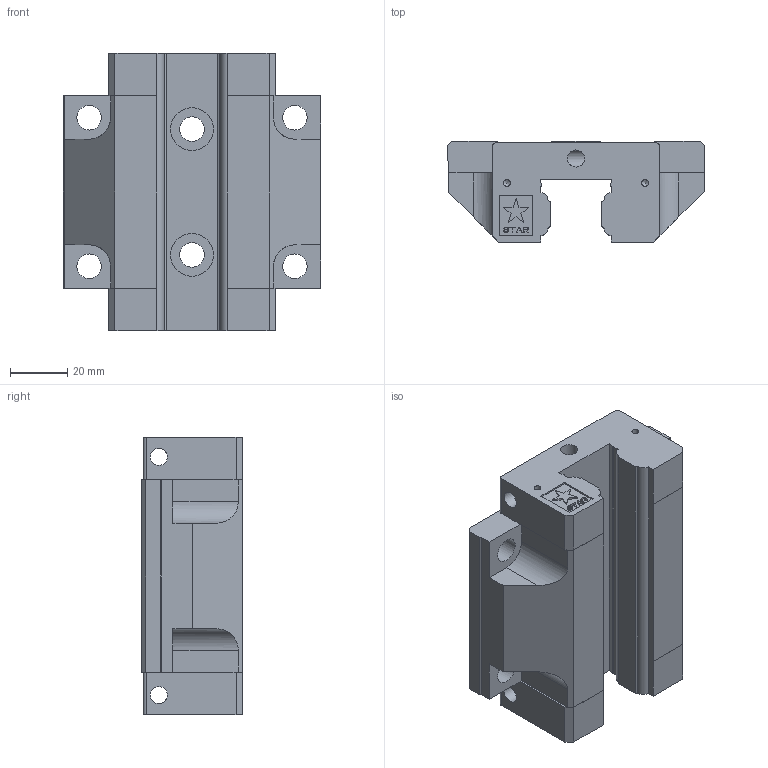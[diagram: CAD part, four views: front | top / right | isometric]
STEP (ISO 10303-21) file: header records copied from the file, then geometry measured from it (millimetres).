
FILE_DESCRIPTION (( 'STEP AP214' ), '1' );
FILE_NAME ('Rexroth-Runner-Block-R163171420.step', '2020-07-02T09:41:03', ( '' ), ( '' ), 'SwSTEP 2.0', 'SolidWorks 2010', '' );
FILE_SCHEMA (( 'AUTOMOTIVE_DESIGN' ));
Length unit declared in the file: millimetre
Products named in the file (1): Rexroth-Runner-Block-R163171420
Bounding box: 90 x 35.35 x 97.2 mm (x, y, z)
Volume: 183851.5 mm3; surface area: 34979.9 mm2
Topology: 1 solids, 1 shells, 348 faces, 984 edges, 654 vertices
Faces by surface type: plane 316, cylinder 28, cone 4
Full cylindrical faces by diameter (mm): 2.4 x4, 6 x4, 8.6 x6, 15 x2
Entity records: 10926 total; most frequent: CARTESIAN_POINT 1965, ORIENTED_EDGE 1900, DIRECTION 1690, EDGE_CURVE 950, LINE 892, VECTOR 892, VERTEX_POINT 642, EDGE_LOOP 406
